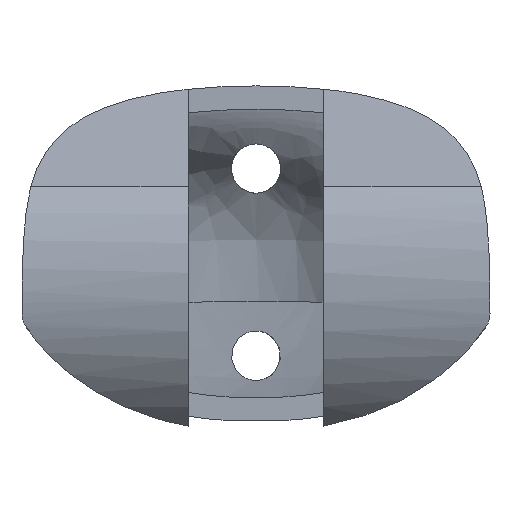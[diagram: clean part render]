
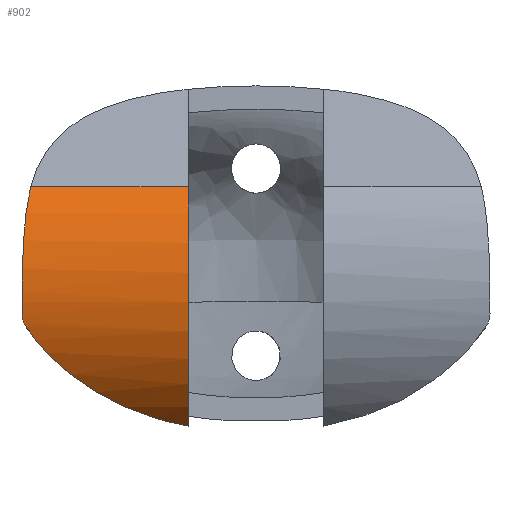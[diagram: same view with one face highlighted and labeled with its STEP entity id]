
A CAD part, front view. The second image highlights one B-rep face of the part: STEP entity #902.
In plain terms, the highlighted cylindrical face has radius 8 mm (diameter 16 mm), a partial arc.
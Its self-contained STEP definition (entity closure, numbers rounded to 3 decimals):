
#50 = DIRECTION ( 'NONE',  ( -1., 0., 0. ) ) ;
#123 = CARTESIAN_POINT ( 'NONE',  ( -9.625, 0.416, -0.564 ) ) ;
#163 = CARTESIAN_POINT ( 'NONE',  ( -9.827, 0.327, -0.265 ) ) ;
#181 = CARTESIAN_POINT ( 'NONE',  ( -7.087, 1.678, -2.908 ) ) ;
#207 = VERTEX_POINT ( 'NONE', #2067 ) ;
#567 = CARTESIAN_POINT ( 'NONE',  ( -3.608, 3.163, -4.376 ) ) ;
#662 = EDGE_CURVE ( 'NONE', #4802, #207, #2736, .T. ) ;
#690 = CARTESIAN_POINT ( 'NONE',  ( -10., 0.183, 0.298 ) ) ;
#845 = CYLINDRICAL_SURFACE ( 'NONE', #1329, 8. ) ;
#902 = ADVANCED_FACE ( 'NONE', ( #3656 ), #845, .T. ) ;
#910 = CARTESIAN_POINT ( 'NONE',  ( -2.9, 8., 2. ) ) ;
#1085 = LINE ( 'NONE', #3538, #2506 ) ;
#1329 = AXIS2_PLACEMENT_3D ( 'NONE', #2417, #50, #2766 ) ;
#1350 = CARTESIAN_POINT ( 'NONE',  ( -10., 0.227, 0.096 ) ) ;
#1385 = CARTESIAN_POINT ( 'NONE',  ( -7.372, 1.536, -2.72 ) ) ;
#1447 = CARTESIAN_POINT ( 'NONE',  ( -2.9, 0.919, 5.723 ) ) ;
#1568 = VERTEX_POINT ( 'NONE', #3679 ) ;
#1581 = ORIENTED_EDGE ( 'NONE', *, *, #662, .T. ) ;
#1643 = CARTESIAN_POINT ( 'NONE',  ( -6.206, 2.107, -3.429 ) ) ;
#1672 = EDGE_CURVE ( 'NONE', #3903, #2744, #4217, .T. ) ;
#1705 = DIRECTION ( 'NONE',  ( 1., 0., 0. ) ) ;
#1729 = CARTESIAN_POINT ( 'NONE',  ( -8.944, 0.742, -1.378 ) ) ;
#1757 = CARTESIAN_POINT ( 'NONE',  ( -9.628, 0.919, 5.723 ) ) ;
#1765 = CARTESIAN_POINT ( 'NONE',  ( -5.586, 2.396, -3.72 ) ) ;
#1887 = EDGE_LOOP ( 'NONE', ( #1581, #3763, #3285, #3755, #2977 ) ) ;
#1999 = B_SPLINE_CURVE_WITH_KNOTS ( 'NONE', 3,
 ( #3990, #123, #3665, #1729, #4905, #2925, #3201, #1385, #181, #1643, #1765, #4851, #567, #4085 ),
 .UNSPECIFIED., .F., .F.,
 ( 4, 2, 2, 2, 2, 2, 4 ),
 ( 0., 0.001, 0.003, 0.004, 0.005, 0.007, 0.009 ),
 .UNSPECIFIED. ) ;
#2067 = CARTESIAN_POINT ( 'NONE',  ( -10., 0.183, 0.298 ) ) ;
#2313 = EDGE_CURVE ( 'NONE', #3903, #4802, #1085, .T. ) ;
#2327 = CARTESIAN_POINT ( 'NONE',  ( -9.895, 0.242, 4.008 ) ) ;
#2417 = CARTESIAN_POINT ( 'NONE',  ( 63.091, 8., 2. ) ) ;
#2506 = VECTOR ( 'NONE', #3932, 1000. ) ;
#2708 = CARTESIAN_POINT ( 'NONE',  ( -9.999, 0.083, 0.757 ) ) ;
#2736 = B_SPLINE_CURVE_WITH_KNOTS ( 'NONE', 3,
 ( #4665, #5008, #3434, #2327, #4262, #3465, #5039, #3048, #2708, #690 ),
 .UNSPECIFIED., .F., .F.,
 ( 4, 2, 2, 2, 4 ),
 ( 0., 0.001, 0.003, 0.004, 0.006 ),
 .UNSPECIFIED. ) ;
#2744 = VERTEX_POINT ( 'NONE', #4422 ) ;
#2766 = DIRECTION ( 'NONE',  ( 0., 0., 1. ) ) ;
#2788 = B_SPLINE_CURVE_WITH_KNOTS ( 'NONE', 3,
 ( #4891, #1350, #4467, #163 ),
 .UNSPECIFIED., .F., .F.,
 ( 4, 4 ),
 ( 0., 0.001 ),
 .UNSPECIFIED. ) ;
#2925 = CARTESIAN_POINT ( 'NONE',  ( -8.192, 1.122, -2.094 ) ) ;
#2977 = ORIENTED_EDGE ( 'NONE', *, *, #2313, .T. ) ;
#3048 = CARTESIAN_POINT ( 'NONE',  ( -9.997, 0.024, 1.227 ) ) ;
#3201 = CARTESIAN_POINT ( 'NONE',  ( -7.925, 1.258, -2.313 ) ) ;
#3285 = ORIENTED_EDGE ( 'NONE', *, *, #3689, .T. ) ;
#3297 = DIRECTION ( 'NONE',  ( 0., 0., 1. ) ) ;
#3434 = CARTESIAN_POINT ( 'NONE',  ( -9.795, 0.526, 4.89 ) ) ;
#3465 = CARTESIAN_POINT ( 'NONE',  ( -9.972, 0.011, 2.625 ) ) ;
#3538 = CARTESIAN_POINT ( 'NONE',  ( 63.091, 0.919, 5.723 ) ) ;
#3656 = FACE_OUTER_BOUND ( 'NONE', #1887, .T. ) ;
#3665 = CARTESIAN_POINT ( 'NONE',  ( -9.405, 0.518, -0.847 ) ) ;
#3679 = CARTESIAN_POINT ( 'NONE',  ( -9.827, 0.327, -0.265 ) ) ;
#3689 = EDGE_CURVE ( 'NONE', #1568, #2744, #1999, .T. ) ;
#3755 = ORIENTED_EDGE ( 'NONE', *, *, #1672, .F. ) ;
#3763 = ORIENTED_EDGE ( 'NONE', *, *, #3788, .T. ) ;
#3788 = EDGE_CURVE ( 'NONE', #207, #1568, #2788, .T. ) ;
#3903 = VERTEX_POINT ( 'NONE', #1447 ) ;
#3932 = DIRECTION ( 'NONE',  ( -1., 0., 0. ) ) ;
#3990 = CARTESIAN_POINT ( 'NONE',  ( -9.827, 0.327, -0.265 ) ) ;
#4085 = CARTESIAN_POINT ( 'NONE',  ( -2.9, 3.345, -4.506 ) ) ;
#4200 = AXIS2_PLACEMENT_3D ( 'NONE', #910, #1705, #3297 ) ;
#4217 = CIRCLE ( 'NONE', #4200, 8. ) ;
#4262 = CARTESIAN_POINT ( 'NONE',  ( -9.928, 0.137, 3.548 ) ) ;
#4422 = CARTESIAN_POINT ( 'NONE',  ( -2.9, 3.345, -4.506 ) ) ;
#4467 = CARTESIAN_POINT ( 'NONE',  ( -9.94, 0.278, -0.099 ) ) ;
#4665 = CARTESIAN_POINT ( 'NONE',  ( -9.628, 0.919, 5.723 ) ) ;
#4802 = VERTEX_POINT ( 'NONE', #1757 ) ;
#4851 = CARTESIAN_POINT ( 'NONE',  ( -4.287, 2.924, -4.194 ) ) ;
#4891 = CARTESIAN_POINT ( 'NONE',  ( -10., 0.183, 0.298 ) ) ;
#4905 = CARTESIAN_POINT ( 'NONE',  ( -8.701, 0.864, -1.627 ) ) ;
#5008 = CARTESIAN_POINT ( 'NONE',  ( -9.726, 0.704, 5.315 ) ) ;
#5039 = CARTESIAN_POINT ( 'NONE',  ( -9.983, -0.012, 2.16 ) ) ;
